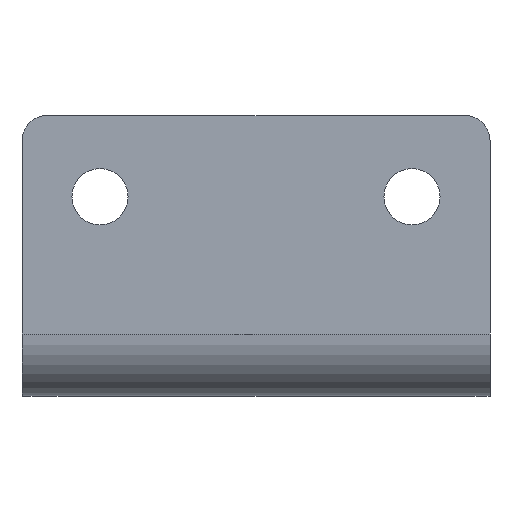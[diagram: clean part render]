
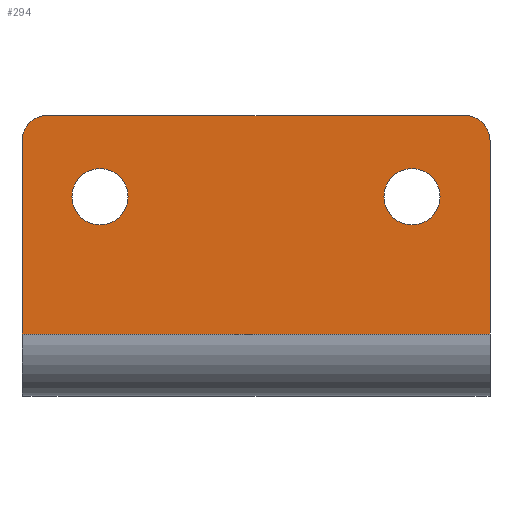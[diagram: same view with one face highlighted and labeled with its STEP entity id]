
A CAD part, front view. The second image highlights one B-rep face of the part: STEP entity #294.
In plain terms, the highlighted planar face has unit normal (0, -1, 0).
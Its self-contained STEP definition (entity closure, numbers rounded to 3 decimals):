
#10 = CARTESIAN_POINT ( 'NONE',  ( 33.5, -5., 40. ) ) ;
#14 = CARTESIAN_POINT ( 'NONE',  ( 25., -5., 31.5 ) ) ;
#25 = CIRCLE ( 'NONE', #334, 4.5 ) ;
#34 = CARTESIAN_POINT ( 'NONE',  ( 37.5, -5., 5. ) ) ;
#37 = DIRECTION ( 'NONE',  ( 0., 0., -1. ) ) ;
#41 = PLANE ( 'NONE',  #574 ) ;
#52 = CARTESIAN_POINT ( 'NONE',  ( -37.5, -5., 36. ) ) ;
#56 = VECTOR ( 'NONE', #856, 1000. ) ;
#59 = CIRCLE ( 'NONE', #379, 4. ) ;
#60 = VECTOR ( 'NONE', #580, 1000. ) ;
#61 = LINE ( 'NONE', #482, #60 ) ;
#69 = CARTESIAN_POINT ( 'NONE',  ( -37.5, -5., 40. ) ) ;
#71 = LINE ( 'NONE', #744, #56 ) ;
#76 = EDGE_LOOP ( 'NONE', ( #100, #251 ) ) ;
#77 = CARTESIAN_POINT ( 'NONE',  ( -37.5, -5., -5. ) ) ;
#80 = DIRECTION ( 'NONE',  ( 0., -1., 0. ) ) ;
#88 = CARTESIAN_POINT ( 'NONE',  ( -25., -5., 27. ) ) ;
#92 = DIRECTION ( 'NONE',  ( 0., 1., 0. ) ) ;
#93 = EDGE_CURVE ( 'NONE', #596, #262, #218, .T. ) ;
#95 = CARTESIAN_POINT ( 'NONE',  ( 25., -5., 27. ) ) ;
#100 = ORIENTED_EDGE ( 'NONE', *, *, #272, .T. ) ;
#109 = DIRECTION ( 'NONE',  ( 0., 0., -1. ) ) ;
#111 = DIRECTION ( 'NONE',  ( 0., 0., -1. ) ) ;
#142 = CIRCLE ( 'NONE', #804, 4.5 ) ;
#148 = CIRCLE ( 'NONE', #576, 4.5 ) ;
#153 = FACE_BOUND ( 'NONE', #315, .T. ) ;
#163 = FACE_BOUND ( 'NONE', #76, .T. ) ;
#165 = CIRCLE ( 'NONE', #685, 4.5 ) ;
#174 = FACE_OUTER_BOUND ( 'NONE', #459, .T. ) ;
#176 = VECTOR ( 'NONE', #111, 1000. ) ;
#185 = EDGE_CURVE ( 'NONE', #596, #542, #187, .T. ) ;
#187 = LINE ( 'NONE', #874, #176 ) ;
#197 = LINE ( 'NONE', #69, #210 ) ;
#198 = DIRECTION ( 'NONE',  ( 0., 0., -1. ) ) ;
#210 = VECTOR ( 'NONE', #665, 1000. ) ;
#218 = CIRCLE ( 'NONE', #797, 4. ) ;
#251 = ORIENTED_EDGE ( 'NONE', *, *, #539, .T. ) ;
#254 = DIRECTION ( 'NONE',  ( 0., -1., 0. ) ) ;
#255 = VERTEX_POINT ( 'NONE', #479 ) ;
#262 = VERTEX_POINT ( 'NONE', #10 ) ;
#266 = DIRECTION ( 'NONE',  ( 0., 0., -1. ) ) ;
#272 = EDGE_CURVE ( 'NONE', #440, #488, #165, .T. ) ;
#276 = DIRECTION ( 'NONE',  ( 0., 0., -1. ) ) ;
#277 = ORIENTED_EDGE ( 'NONE', *, *, #451, .T. ) ;
#294 = ADVANCED_FACE ( 'NONE', ( #163, #153, #174 ), #41, .T. ) ;
#305 = DIRECTION ( 'NONE',  ( 0., 1., 0. ) ) ;
#315 = EDGE_LOOP ( 'NONE', ( #372, #435 ) ) ;
#326 = ORIENTED_EDGE ( 'NONE', *, *, #93, .T. ) ;
#334 = AXIS2_PLACEMENT_3D ( 'NONE', #578, #801, #836 ) ;
#346 = DIRECTION ( 'NONE',  ( 0., 1., 0. ) ) ;
#360 = EDGE_CURVE ( 'NONE', #449, #456, #148, .T. ) ;
#372 = ORIENTED_EDGE ( 'NONE', *, *, #360, .T. ) ;
#379 = AXIS2_PLACEMENT_3D ( 'NONE', #854, #80, #37 ) ;
#414 = ORIENTED_EDGE ( 'NONE', *, *, #471, .T. ) ;
#435 = ORIENTED_EDGE ( 'NONE', *, *, #631, .T. ) ;
#439 = VERTEX_POINT ( 'NONE', #791 ) ;
#440 = VERTEX_POINT ( 'NONE', #14 ) ;
#449 = VERTEX_POINT ( 'NONE', #781 ) ;
#451 = EDGE_CURVE ( 'NONE', #439, #542, #61, .T. ) ;
#454 = ORIENTED_EDGE ( 'NONE', *, *, #868, .F. ) ;
#456 = VERTEX_POINT ( 'NONE', #544 ) ;
#457 = EDGE_CURVE ( 'NONE', #609, #439, #71, .T. ) ;
#459 = EDGE_LOOP ( 'NONE', ( #629, #326, #454, #414, #543, #277 ) ) ;
#471 = EDGE_CURVE ( 'NONE', #255, #609, #59, .T. ) ;
#479 = CARTESIAN_POINT ( 'NONE',  ( -33.5, -5., 40. ) ) ;
#482 = CARTESIAN_POINT ( 'NONE',  ( -37.5, -5., 5. ) ) ;
#488 = VERTEX_POINT ( 'NONE', #860 ) ;
#539 = EDGE_CURVE ( 'NONE', #488, #440, #25, .T. ) ;
#542 = VERTEX_POINT ( 'NONE', #34 ) ;
#543 = ORIENTED_EDGE ( 'NONE', *, *, #457, .T. ) ;
#544 = CARTESIAN_POINT ( 'NONE',  ( -25., -5., 22.5 ) ) ;
#574 = AXIS2_PLACEMENT_3D ( 'NONE', #77, #254, #198 ) ;
#576 = AXIS2_PLACEMENT_3D ( 'NONE', #645, #346, #266 ) ;
#578 = CARTESIAN_POINT ( 'NONE',  ( 25., -5., 27. ) ) ;
#580 = DIRECTION ( 'NONE',  ( 1., 0., 0. ) ) ;
#596 = VERTEX_POINT ( 'NONE', #760 ) ;
#609 = VERTEX_POINT ( 'NONE', #52 ) ;
#629 = ORIENTED_EDGE ( 'NONE', *, *, #185, .F. ) ;
#631 = EDGE_CURVE ( 'NONE', #456, #449, #142, .T. ) ;
#645 = CARTESIAN_POINT ( 'NONE',  ( -25., -5., 27. ) ) ;
#665 = DIRECTION ( 'NONE',  ( 1., 0., 0. ) ) ;
#685 = AXIS2_PLACEMENT_3D ( 'NONE', #95, #305, #276 ) ;
#730 = DIRECTION ( 'NONE',  ( 0., -1., 0. ) ) ;
#744 = CARTESIAN_POINT ( 'NONE',  ( -37.5, -5., -5. ) ) ;
#760 = CARTESIAN_POINT ( 'NONE',  ( 37.5, -5., 36. ) ) ;
#781 = CARTESIAN_POINT ( 'NONE',  ( -25., -5., 31.5 ) ) ;
#791 = CARTESIAN_POINT ( 'NONE',  ( -37.5, -5., 5. ) ) ;
#797 = AXIS2_PLACEMENT_3D ( 'NONE', #803, #730, #818 ) ;
#801 = DIRECTION ( 'NONE',  ( 0., 1., 0. ) ) ;
#803 = CARTESIAN_POINT ( 'NONE',  ( 33.5, -5., 36. ) ) ;
#804 = AXIS2_PLACEMENT_3D ( 'NONE', #88, #92, #109 ) ;
#818 = DIRECTION ( 'NONE',  ( 0., 0., -1. ) ) ;
#836 = DIRECTION ( 'NONE',  ( 0., 0., -1. ) ) ;
#854 = CARTESIAN_POINT ( 'NONE',  ( -33.5, -5., 36. ) ) ;
#856 = DIRECTION ( 'NONE',  ( 0., 0., -1. ) ) ;
#860 = CARTESIAN_POINT ( 'NONE',  ( 25., -5., 22.5 ) ) ;
#868 = EDGE_CURVE ( 'NONE', #255, #262, #197, .T. ) ;
#874 = CARTESIAN_POINT ( 'NONE',  ( 37.5, -5., -5. ) ) ;
